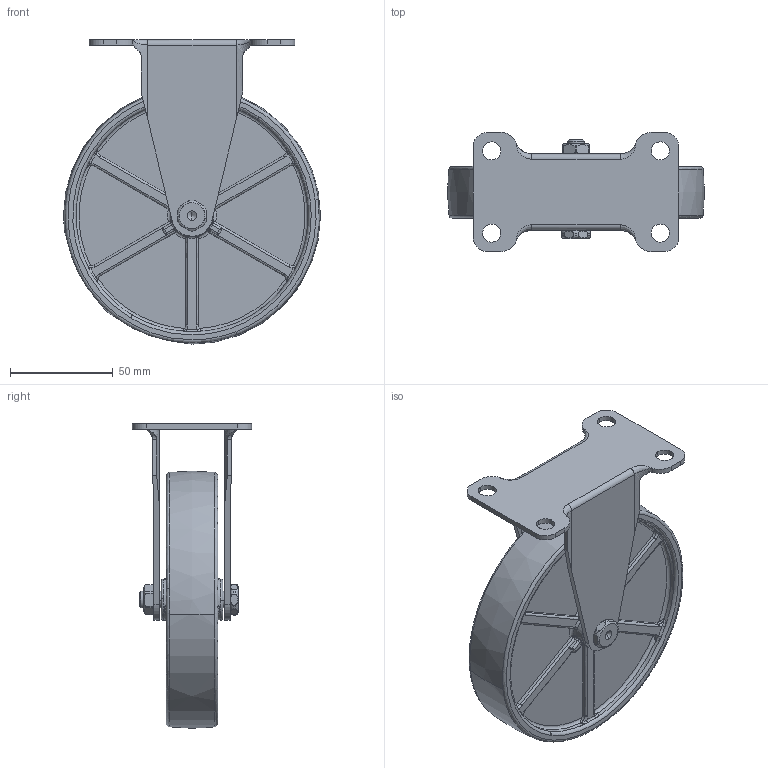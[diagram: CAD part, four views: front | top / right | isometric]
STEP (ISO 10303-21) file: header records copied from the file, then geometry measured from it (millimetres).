
FILE_DESCRIPTION((''),'2;1');
FILE_NAME('','2005-12-16T10:27:33',(''),(''),'','CADfix','');
FILE_SCHEMA(('AUTOMOTIVE_DESIGN'));
Length unit declared in the file: millimetre
Products named in the file (4): wheel; body; axle; 320ER_N125_2878_36
Assembly tree (3 placements, depth 2):
  320ER_N125_2878_36
    wheel
    body
    axle
Bounding box: 125 x 58 x 147.99 mm (x, y, z)
Volume: 246228.8 mm3; surface area: 65164.6 mm2
Topology: 3 solids, 3 shells, 495 faces, 1312 edges, 791 vertices
Faces by surface type: bspline 495
Entity records: 24894 total; most frequent: CARTESIAN_POINT 17839, ORIENTED_EDGE 2548, EDGE_CURVE 1274, VERTEX_POINT 791, EDGE_LOOP 515, FACE_OUTER_BOUND 495, ADVANCED_FACE 495, B_SPLINE_CURVE_WITH_KNOTS 363
